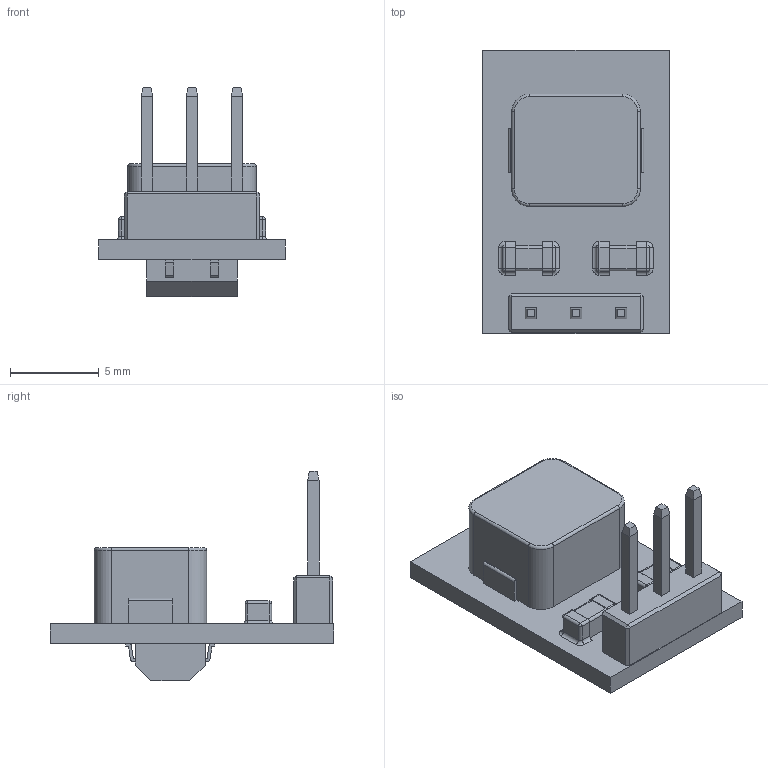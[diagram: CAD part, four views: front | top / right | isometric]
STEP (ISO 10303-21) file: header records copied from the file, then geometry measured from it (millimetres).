
FILE_DESCRIPTION(/* description */ ('Unknown'),/* implementation_level */ '2;1');
FILE_NAME(/* name */ 'N7805-1PH',/* time_stamp */ '2024-08-27T10:50:40+02:00',/* author */ ('Unknown'),/* organization */ ('Unknown'),/* preprocessor_version */ 'ST-DEVELOPER v18.102',/* originating_system */ 'Solid Edge',/* authorisation */ 'Unknown');
FILE_SCHEMA (('AUTOMOTIVE_DESIGN {1 0 10303 214 3 1 1}'));
Length unit declared in the file: millimetre
Products named in the file (1): N7805-1PH
Bounding box: 10.5 x 16 x 11.8 mm (x, y, z)
Volume: 482.8 mm3; surface area: 656.1 mm2
Topology: 1 solids, 1 shells, 210 faces, 536 edges, 328 vertices
Faces by surface type: plane 128, cylinder 62, torus 12, sphere 8
Entity records: 7705 total; most frequent: DIRECTION 1086, CARTESIAN_POINT 1067, ORIENTED_EDGE 1056, EDGE_CURVE 528, LINE 392, VECTOR 392, AXIS2_PLACEMENT_3D 347, VERTEX_POINT 328
